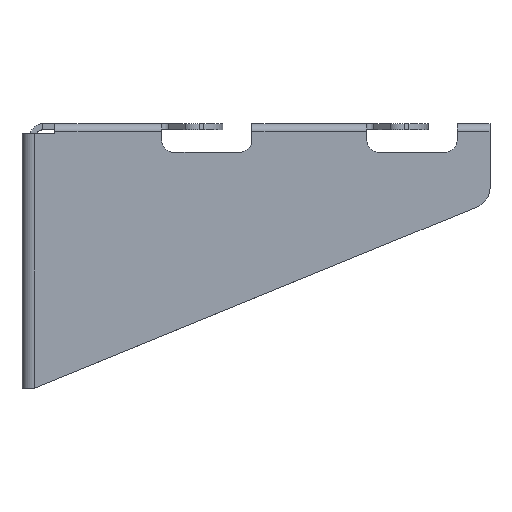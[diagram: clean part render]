
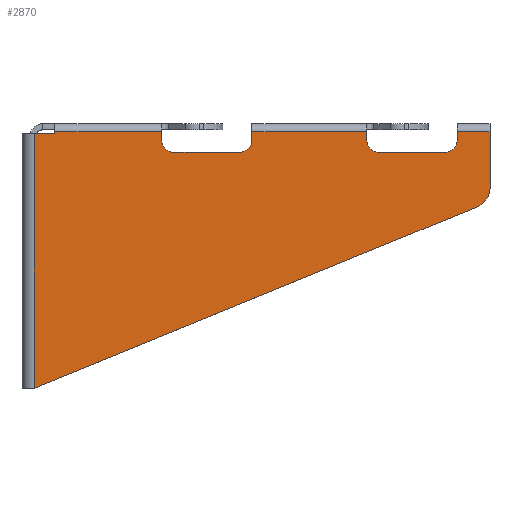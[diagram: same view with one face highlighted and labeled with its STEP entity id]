
A CAD part, top view. The second image highlights one B-rep face of the part: STEP entity #2870.
In plain terms, the highlighted planar face has unit normal (0, 0, 1).
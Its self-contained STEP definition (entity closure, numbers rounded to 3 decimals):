
#851=DIRECTION('',(0.,1.,0.));
#852=VECTOR('',#851,62.);
#853=CARTESIAN_POINT('',(25.,0.,1.5));
#854=LINE('',#853,#852);
#855=DIRECTION('',(-1.,0.,0.));
#856=VECTOR('',#855,5.);
#857=CARTESIAN_POINT('',(30.,62.,1.5));
#858=LINE('',#857,#856);
#859=DIRECTION('',(0.,-1.,0.));
#860=VECTOR('',#859,0.465);
#861=CARTESIAN_POINT('',(30.,62.465,1.5));
#862=LINE('',#861,#860);
#863=DIRECTION('',(1.,0.,0.));
#864=VECTOR('',#863,26.);
#865=CARTESIAN_POINT('',(30.,62.465,1.5));
#866=LINE('',#865,#864);
#867=DIRECTION('',(0.,1.,0.));
#868=VECTOR('',#867,1.965);
#869=CARTESIAN_POINT('',(56.,60.5,1.5));
#870=LINE('',#869,#868);
#871=CARTESIAN_POINT('',(59.,60.5,1.5));
#872=DIRECTION('',(0.,0.,-1.));
#873=DIRECTION('',(0.,-1.,0.));
#874=AXIS2_PLACEMENT_3D('',#871,#872,#873);
#876=DIRECTION('',(-1.,0.,0.));
#877=VECTOR('',#876,16.);
#878=CARTESIAN_POINT('',(75.,57.5,1.5));
#879=LINE('',#878,#877);
#880=CARTESIAN_POINT('',(75.,60.5,1.5));
#881=DIRECTION('',(0.,0.,-1.));
#882=DIRECTION('',(1.,0.,0.));
#883=AXIS2_PLACEMENT_3D('',#880,#881,#882);
#885=DIRECTION('',(0.,-1.,0.));
#886=VECTOR('',#885,1.965);
#887=CARTESIAN_POINT('',(78.,62.465,1.5));
#888=LINE('',#887,#886);
#889=DIRECTION('',(1.,0.,0.));
#890=VECTOR('',#889,28.);
#891=CARTESIAN_POINT('',(78.,62.465,1.5));
#892=LINE('',#891,#890);
#893=DIRECTION('',(0.,1.,0.));
#894=VECTOR('',#893,1.965);
#895=CARTESIAN_POINT('',(106.,60.5,1.5));
#896=LINE('',#895,#894);
#897=CARTESIAN_POINT('',(109.,60.5,1.5));
#898=DIRECTION('',(0.,0.,-1.));
#899=DIRECTION('',(0.,-1.,0.));
#900=AXIS2_PLACEMENT_3D('',#897,#898,#899);
#902=DIRECTION('',(-1.,0.,0.));
#903=VECTOR('',#902,16.);
#904=CARTESIAN_POINT('',(125.,57.5,1.5));
#905=LINE('',#904,#903);
#906=CARTESIAN_POINT('',(125.,60.5,1.5));
#907=DIRECTION('',(0.,0.,-1.));
#908=DIRECTION('',(1.,0.,0.));
#909=AXIS2_PLACEMENT_3D('',#906,#907,#908);
#911=DIRECTION('',(0.,-1.,0.));
#912=VECTOR('',#911,1.965);
#913=CARTESIAN_POINT('',(128.,62.465,1.5));
#914=LINE('',#913,#912);
#915=DIRECTION('',(1.,0.,0.));
#916=VECTOR('',#915,8.);
#917=CARTESIAN_POINT('',(128.,62.465,1.5));
#918=LINE('',#917,#916);
#919=DIRECTION('',(0.,1.,0.));
#920=VECTOR('',#919,13.69);
#921=CARTESIAN_POINT('',(136.,48.775,1.5));
#922=LINE('',#921,#920);
#923=CARTESIAN_POINT('',(131.,48.775,1.5));
#924=DIRECTION('',(0.,0.,1.));
#925=DIRECTION('',(0.274,-0.962,0.));
#926=AXIS2_PLACEMENT_3D('',#923,#924,#925);
#928=DIRECTION('',(0.925,0.379,0.));
#929=VECTOR('',#928,116.023);
#930=CARTESIAN_POINT('',(25.,0.,1.5));
#931=LINE('',#930,#929);
#1507=CARTESIAN_POINT('',(132.37,43.966,1.5));
#1508=CARTESIAN_POINT('',(136.,48.775,1.5));
#1509=VERTEX_POINT('',#1507);
#1510=VERTEX_POINT('',#1508);
#1511=CARTESIAN_POINT('',(128.,60.5,1.5));
#1512=CARTESIAN_POINT('',(125.,57.5,1.5));
#1513=VERTEX_POINT('',#1511);
#1514=VERTEX_POINT('',#1512);
#1515=CARTESIAN_POINT('',(109.,57.5,1.5));
#1516=VERTEX_POINT('',#1515);
#1517=CARTESIAN_POINT('',(106.,60.5,1.5));
#1518=VERTEX_POINT('',#1517);
#1527=CARTESIAN_POINT('',(75.,57.5,1.5));
#1528=CARTESIAN_POINT('',(59.,57.5,1.5));
#1529=VERTEX_POINT('',#1527);
#1530=VERTEX_POINT('',#1528);
#1531=CARTESIAN_POINT('',(56.,60.5,1.5));
#1532=VERTEX_POINT('',#1531);
#1541=CARTESIAN_POINT('',(78.,60.5,1.5));
#1542=VERTEX_POINT('',#1541);
#1568=CARTESIAN_POINT('',(30.,62.,1.5));
#1570=VERTEX_POINT('',#1568);
#1731=CARTESIAN_POINT('',(106.,62.465,1.5));
#1732=VERTEX_POINT('',#1731);
#1733=CARTESIAN_POINT('',(56.,62.465,1.5));
#1734=VERTEX_POINT('',#1733);
#1735=CARTESIAN_POINT('',(136.,62.465,1.5));
#1736=VERTEX_POINT('',#1735);
#1737=CARTESIAN_POINT('',(128.,62.465,1.5));
#1738=VERTEX_POINT('',#1737);
#1739=CARTESIAN_POINT('',(78.,62.465,1.5));
#1740=VERTEX_POINT('',#1739);
#1773=CARTESIAN_POINT('',(30.,62.465,1.5));
#1774=VERTEX_POINT('',#1773);
#1799=CARTESIAN_POINT('',(25.,62.,1.5));
#1800=VERTEX_POINT('',#1799);
#1801=CARTESIAN_POINT('',(25.,0.,1.5));
#1802=VERTEX_POINT('',#1801);
#2829=CARTESIAN_POINT('',(0.,0.,1.5));
#2830=DIRECTION('',(0.,0.,1.));
#2831=DIRECTION('',(1.,0.,0.));
#2832=AXIS2_PLACEMENT_3D('',#2829,#2830,#2831);
#2833=PLANE('',#2832);
#2835=ORIENTED_EDGE('',*,*,#2834,.T.);
#2837=ORIENTED_EDGE('',*,*,#2836,.F.);
#2839=ORIENTED_EDGE('',*,*,#2838,.F.);
#2840=ORIENTED_EDGE('',*,*,#2478,.T.);
#2842=ORIENTED_EDGE('',*,*,#2841,.F.);
#2844=ORIENTED_EDGE('',*,*,#2843,.F.);
#2846=ORIENTED_EDGE('',*,*,#2845,.F.);
#2848=ORIENTED_EDGE('',*,*,#2847,.F.);
#2849=ORIENTED_EDGE('',*,*,#2820,.F.);
#2850=ORIENTED_EDGE('',*,*,#2492,.T.);
#2852=ORIENTED_EDGE('',*,*,#2851,.F.);
#2854=ORIENTED_EDGE('',*,*,#2853,.F.);
#2856=ORIENTED_EDGE('',*,*,#2855,.F.);
#2858=ORIENTED_EDGE('',*,*,#2857,.F.);
#2860=ORIENTED_EDGE('',*,*,#2859,.F.);
#2861=ORIENTED_EDGE('',*,*,#2507,.T.);
#2863=ORIENTED_EDGE('',*,*,#2862,.F.);
#2865=ORIENTED_EDGE('',*,*,#2864,.F.);
#2867=ORIENTED_EDGE('',*,*,#2866,.F.);
#2868=EDGE_LOOP('',(#2835,#2837,#2839,#2840,#2842,#2844,#2846,#2848,#2849,#2850,
#2852,#2854,#2856,#2858,#2860,#2861,#2863,#2865,#2867));
#2869=FACE_OUTER_BOUND('',#2868,.F.);
#2870=ADVANCED_FACE('',(#2869),#2833,.T.);
#875=CIRCLE('',#874,3.);
#884=CIRCLE('',#883,3.);
#901=CIRCLE('',#900,3.);
#910=CIRCLE('',#909,3.);
#927=CIRCLE('',#926,5.);
#2478=EDGE_CURVE('',#1774,#1734,#866,.T.);
#2492=EDGE_CURVE('',#1740,#1732,#892,.T.);
#2507=EDGE_CURVE('',#1738,#1736,#918,.T.);
#2820=EDGE_CURVE('',#1740,#1542,#888,.T.);
#2834=EDGE_CURVE('',#1802,#1800,#854,.T.);
#2836=EDGE_CURVE('',#1570,#1800,#858,.T.);
#2838=EDGE_CURVE('',#1774,#1570,#862,.T.);
#2841=EDGE_CURVE('',#1532,#1734,#870,.T.);
#2843=EDGE_CURVE('',#1530,#1532,#875,.T.);
#2845=EDGE_CURVE('',#1529,#1530,#879,.T.);
#2847=EDGE_CURVE('',#1542,#1529,#884,.T.);
#2851=EDGE_CURVE('',#1518,#1732,#896,.T.);
#2853=EDGE_CURVE('',#1516,#1518,#901,.T.);
#2855=EDGE_CURVE('',#1514,#1516,#905,.T.);
#2857=EDGE_CURVE('',#1513,#1514,#910,.T.);
#2859=EDGE_CURVE('',#1738,#1513,#914,.T.);
#2862=EDGE_CURVE('',#1510,#1736,#922,.T.);
#2864=EDGE_CURVE('',#1509,#1510,#927,.T.);
#2866=EDGE_CURVE('',#1802,#1509,#931,.T.);
